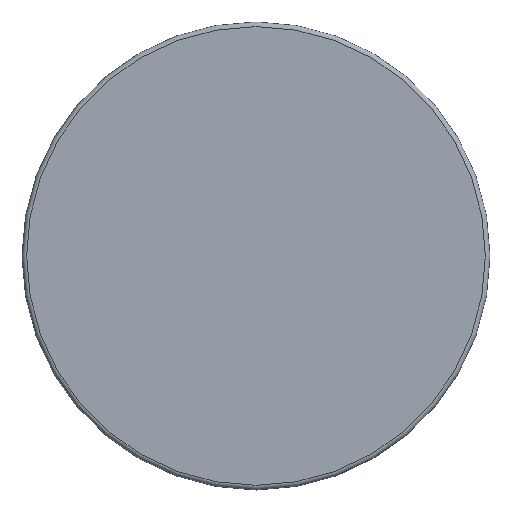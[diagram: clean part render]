
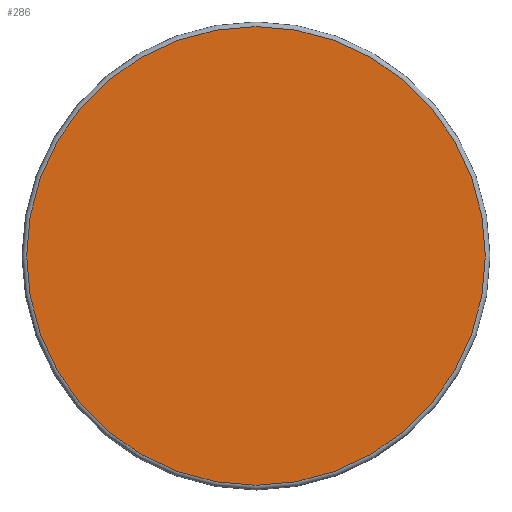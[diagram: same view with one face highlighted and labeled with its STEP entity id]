
A CAD part, top view. The second image highlights one B-rep face of the part: STEP entity #286.
In plain terms, the highlighted planar face has unit normal (0, 0, 1).
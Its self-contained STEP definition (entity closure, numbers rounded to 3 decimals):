
#19=PLANE('',#324);
#92=FACE_OUTER_BOUND('',#111,.T.);
#111=EDGE_LOOP('',(#216));
#132=CIRCLE('',#318,49.49);
#143=VERTEX_POINT('',#438);
#168=EDGE_CURVE('',#143,#143,#132,.T.);
#216=ORIENTED_EDGE('',*,*,#168,.F.);
#286=ADVANCED_FACE('',(#92),#19,.T.);
#318=AXIS2_PLACEMENT_3D('',#439,#351,#352);
#324=AXIS2_PLACEMENT_3D('',#449,#364,#365);
#351=DIRECTION('center_axis',(0.,0.,-1.));
#352=DIRECTION('ref_axis',(-1.,0.,0.));
#364=DIRECTION('center_axis',(0.,0.,1.));
#365=DIRECTION('ref_axis',(-1.,0.,0.));
#438=CARTESIAN_POINT('',(-49.49,0.,195.));
#439=CARTESIAN_POINT('Origin',(0.,0.,195.));
#449=CARTESIAN_POINT('Origin',(0.,0.,195.));
